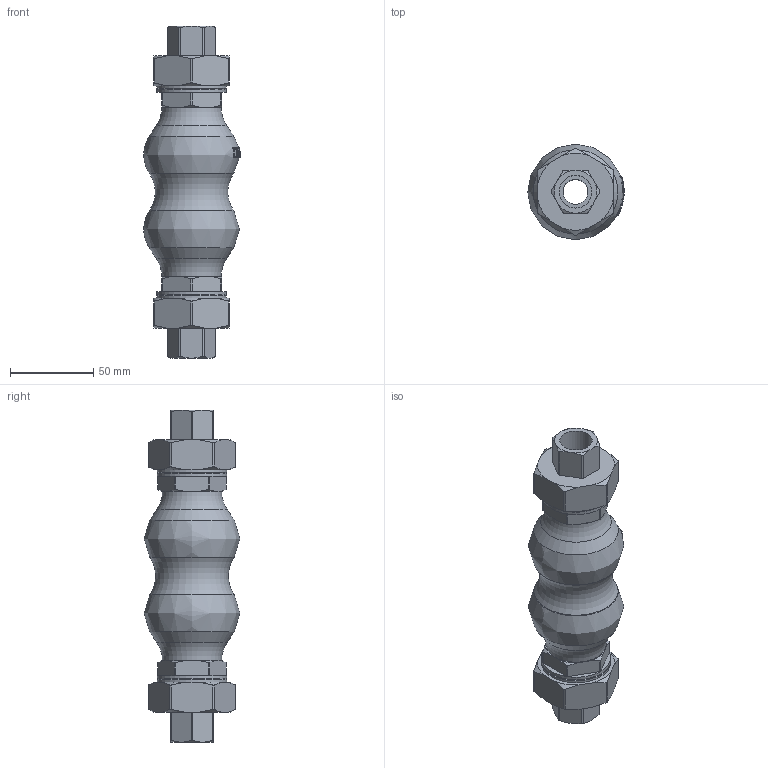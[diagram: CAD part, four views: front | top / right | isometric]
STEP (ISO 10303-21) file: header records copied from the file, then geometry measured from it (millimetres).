
FILE_DESCRIPTION(/* description */ (''),/* implementation_level */ '2;1');
FILE_NAME(/* name */ 'DN15_3D_STEP.stp',/* time_stamp */ '2025-04-17T15:49:02+03:00',/* author */ ('igorr'),/* organization */ (''),/* preprocessor_version */ 'ST-DEVELOPER v20',/* originating_system */ 'Autodesk Inventor 2025',/* authorisation */ '');
FILE_SCHEMA (('AUTOMOTIVE_DESIGN { 1 0 10303 214 3 1 1 }'));
Length unit declared in the file: millimetre
Products named in the file (1): Деталь1
Bounding box: 58.05 x 57.63 x 200 mm (x, y, z)
Volume: 268751.7 mm3; surface area: 43938.1 mm2
Topology: 1 solids, 1 shells, 219 faces, 592 edges, 394 vertices
Faces by surface type: plane 87, cone 54, cylinder 43, bspline 32, torus 3
Full cylindrical faces by diameter (mm): 15 x1, 19.7 x2, 41.7 x4
Entity records: 8204 total; most frequent: CARTESIAN_POINT 2897, ORIENTED_EDGE 1184, DIRECTION 887, EDGE_CURVE 592, VERTEX_POINT 394, AXIS2_PLACEMENT_3D 335, EDGE_LOOP 240, STYLED_ITEM 220
